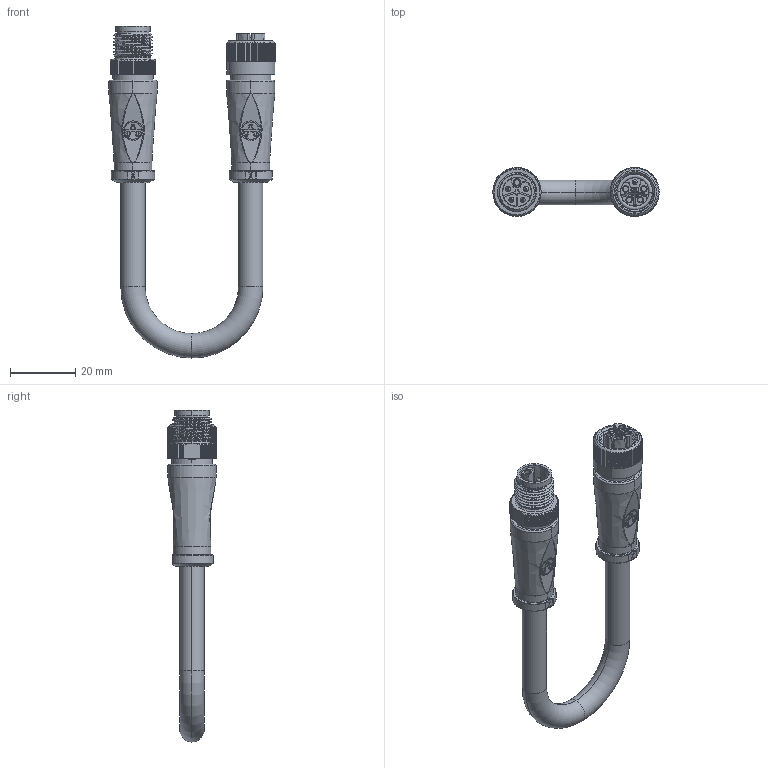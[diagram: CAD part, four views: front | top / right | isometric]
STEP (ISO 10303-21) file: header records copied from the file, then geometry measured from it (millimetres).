
FILE_DESCRIPTION (( 'STEP AP214' ), '1' );
FILE_NAME ('34-04527--M12MS4L.STEP', '2020-10-05T13:57:13', ( '' ), ( '' ), 'SwSTEP 2.0', 'SolidWorks 2018', '' );
FILE_SCHEMA (( 'AUTOMOTIVE_DESIGN' ));
Length unit declared in the file: millimetre
Products named in the file (2): 34-04527--M12MS4L
Bounding box: 51 x 15 x 101.8 mm (x, y, z)
Volume: 17073.3 mm3; surface area: 9073.2 mm2
Topology: 1 solids, 1 shells, 1347 faces, 3498 edges, 2170 vertices
Faces by surface type: plane 581, cylinder 361, bspline 165, cone 120, torus 82, sphere 38
Entity records: 71749 total; most frequent: CARTESIAN_POINT 25974, ORIENTED_EDGE 6920, DIRECTION 5864, EDGE_CURVE 3460, AXIS2_PLACEMENT_3D 2182, VERTEX_POINT 2170, VECTOR 1500, LINE 1500
